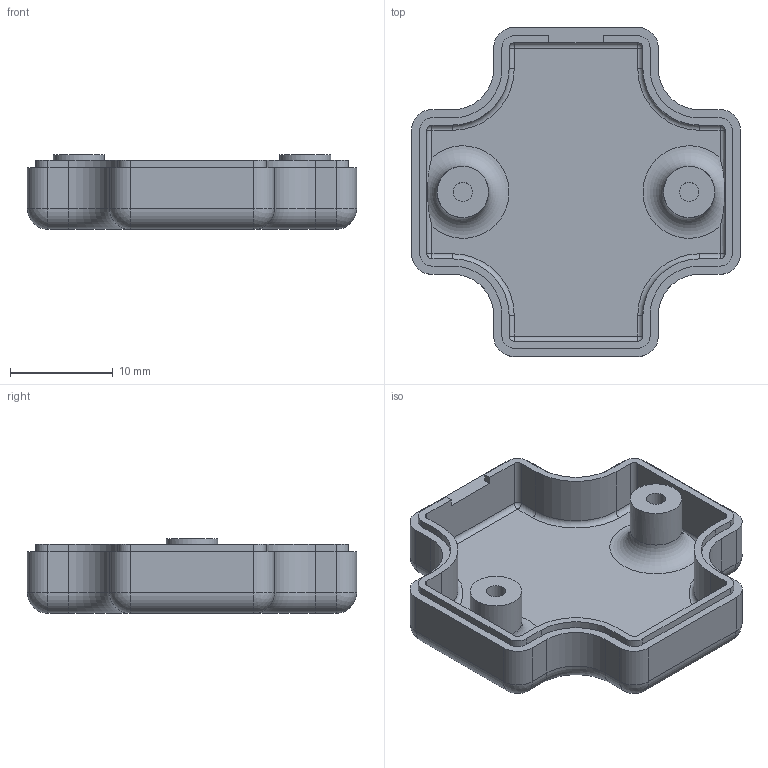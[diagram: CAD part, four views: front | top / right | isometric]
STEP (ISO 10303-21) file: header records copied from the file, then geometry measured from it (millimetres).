
FILE_DESCRIPTION(/* description */ (''),/* implementation_level */ '2;1');
FILE_NAME(/* name */ '45-0113 to 45-0115.stp',/* time_stamp */ '2014-07-10T09:28:55-04:00',/* author */ ('Justin'),/* organization */ (''),/* preprocessor_version */ 'ST-DEVELOPER v15.6',/* originating_system */ 'Autodesk Inventor 2015',/* authorisation */ '');
FILE_SCHEMA (('AUTOMOTIVE_DESIGN { 1 0 10303 214 3 1 1 }'));
Length unit declared in the file: millimetre
Products named in the file (1): 45-0113 to 45-0115
Bounding box: 32 x 32 x 7.25 mm (x, y, z)
Volume: 2087.4 mm3; surface area: 2951.1 mm2
Topology: 1 solids, 1 shells, 137 faces, 330 edges, 198 vertices
Faces by surface type: cylinder 64, plane 47, sphere 16, torus 10
Full cylindrical faces by diameter (mm): 1.85 x2, 5 x2
Entity records: 3964 total; most frequent: DIRECTION 734, CARTESIAN_POINT 694, ORIENTED_EDGE 644, EDGE_CURVE 322, AXIS2_PLACEMENT_3D 276, VERTEX_POINT 196, LINE 182, VECTOR 182
